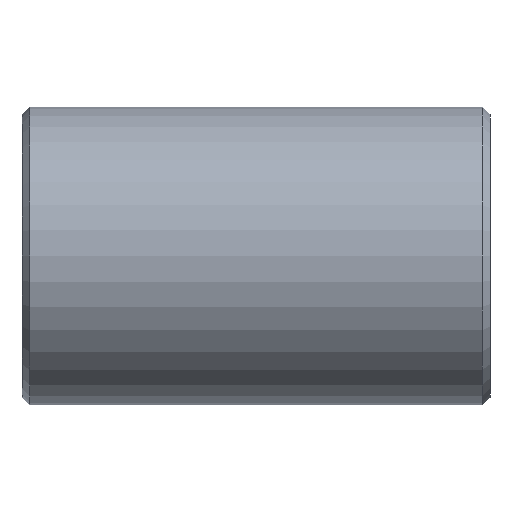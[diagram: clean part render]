
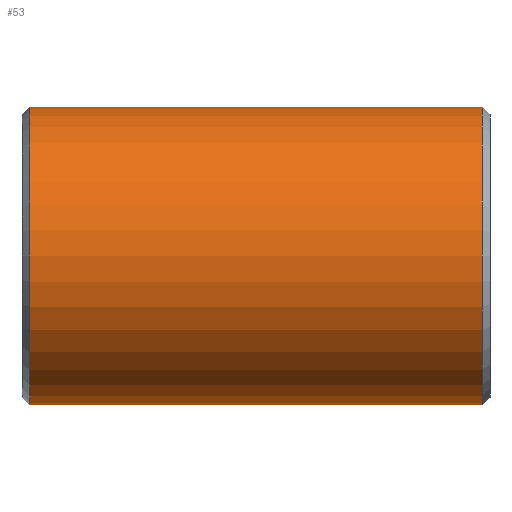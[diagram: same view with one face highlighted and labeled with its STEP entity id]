
A CAD part, front view. The second image highlights one B-rep face of the part: STEP entity #53.
In plain terms, the highlighted cylindrical face has radius 177.8 mm (diameter 355.6 mm), a partial arc.
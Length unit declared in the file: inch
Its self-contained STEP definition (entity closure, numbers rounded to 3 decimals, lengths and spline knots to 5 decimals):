
#53 = ADVANCED_FACE ( 'NONE', ( #267 ), #387, .T. ) ;
#61 = CARTESIAN_POINT ( 'NONE',  ( 11., 0., 7. ) ) ;
#65 = DIRECTION ( 'NONE',  ( -1., 0., 0. ) ) ;
#100 = AXIS2_PLACEMENT_3D ( 'NONE', #558, #287, #555 ) ;
#169 = VERTEX_POINT ( 'NONE', #654 ) ;
#172 = VECTOR ( 'NONE', #65, 39.37008 ) ;
#252 = CARTESIAN_POINT ( 'NONE',  ( 11., 0., 0. ) ) ;
#254 = CARTESIAN_POINT ( 'NONE',  ( 11., 0., -7. ) ) ;
#267 = FACE_OUTER_BOUND ( 'NONE', #438, .T. ) ;
#281 = DIRECTION ( 'NONE',  ( -1., 0., 0. ) ) ;
#287 = DIRECTION ( 'NONE',  ( 1., 0., 0. ) ) ;
#333 = CARTESIAN_POINT ( 'NONE',  ( 10.63533, 0., -7. ) ) ;
#341 = AXIS2_PLACEMENT_3D ( 'NONE', #853, #281, #533 ) ;
#370 = CIRCLE ( 'NONE', #100, 7. ) ;
#384 = VECTOR ( 'NONE', #523, 39.37008 ) ;
#387 = CYLINDRICAL_SURFACE ( 'NONE', #675, 7. ) ;
#416 = VERTEX_POINT ( 'NONE', #333 ) ;
#438 = EDGE_LOOP ( 'NONE', ( #706, #497, #570, #640 ) ) ;
#455 = DIRECTION ( 'NONE',  ( 0., 0., 1. ) ) ;
#473 = VERTEX_POINT ( 'NONE', #665 ) ;
#493 = EDGE_CURVE ( 'NONE', #169, #631, #859, .T. ) ;
#497 = ORIENTED_EDGE ( 'NONE', *, *, #845, .T. ) ;
#523 = DIRECTION ( 'NONE',  ( -1., 0., 0. ) ) ;
#533 = DIRECTION ( 'NONE',  ( 0., 0., -1. ) ) ;
#537 = DIRECTION ( 'NONE',  ( -1., 0., 0. ) ) ;
#555 = DIRECTION ( 'NONE',  ( 0., 0., 1. ) ) ;
#558 = CARTESIAN_POINT ( 'NONE',  ( -10.63533, 0., 0. ) ) ;
#570 = ORIENTED_EDGE ( 'NONE', *, *, #493, .T. ) ;
#573 = LINE ( 'NONE', #254, #384 ) ;
#631 = VERTEX_POINT ( 'NONE', #852 ) ;
#640 = ORIENTED_EDGE ( 'NONE', *, *, #756, .T. ) ;
#654 = CARTESIAN_POINT ( 'NONE',  ( 10.63533, 0., 7. ) ) ;
#665 = CARTESIAN_POINT ( 'NONE',  ( -10.63533, 0., -7. ) ) ;
#675 = AXIS2_PLACEMENT_3D ( 'NONE', #252, #537, #455 ) ;
#706 = ORIENTED_EDGE ( 'NONE', *, *, #795, .F. ) ;
#756 = EDGE_CURVE ( 'NONE', #631, #473, #370, .T. ) ;
#780 = CIRCLE ( 'NONE', #341, 7. ) ;
#795 = EDGE_CURVE ( 'NONE', #416, #473, #573, .T. ) ;
#845 = EDGE_CURVE ( 'NONE', #416, #169, #780, .T. ) ;
#852 = CARTESIAN_POINT ( 'NONE',  ( -10.63533, 0., 7. ) ) ;
#853 = CARTESIAN_POINT ( 'NONE',  ( 10.63533, 0., 0. ) ) ;
#859 = LINE ( 'NONE', #61, #172 ) ;
